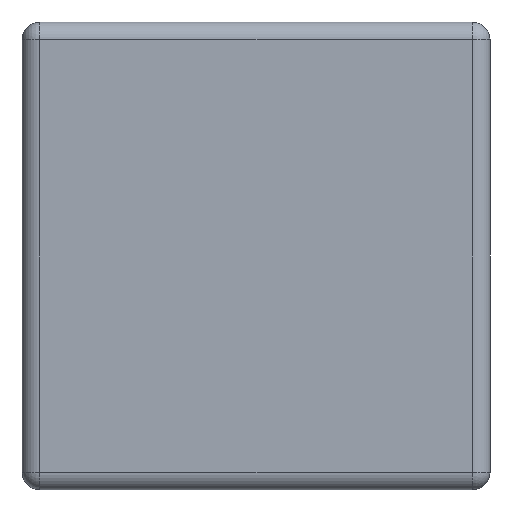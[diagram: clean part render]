
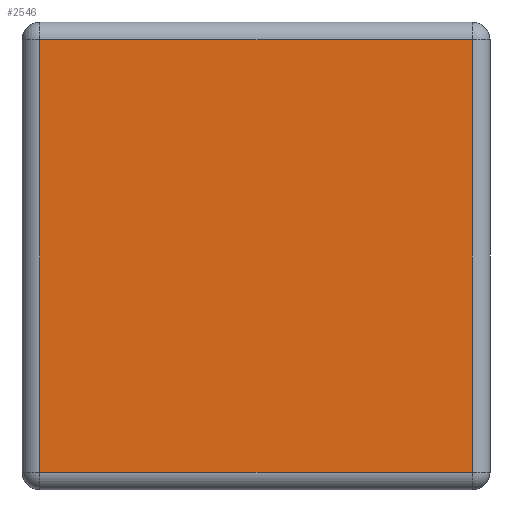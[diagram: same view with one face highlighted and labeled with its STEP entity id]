
A CAD part, left-side view. The second image highlights one B-rep face of the part: STEP entity #2546.
In plain terms, the highlighted face is planar.
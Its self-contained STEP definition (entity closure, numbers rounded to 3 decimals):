
#438 = CARTESIAN_POINT ( 'NONE',  ( 0.1, 0., -0.318 ) ) ;
#461 = ORIENTED_EDGE ( 'NONE', *, *, #4232, .T. ) ;
#783 = VECTOR ( 'NONE', #3351, 1000. ) ;
#1161 = EDGE_CURVE ( 'NONE', #3516, #4069, #4651, .T. ) ;
#1174 = PLANE ( 'NONE',  #2120 ) ;
#1342 = CARTESIAN_POINT ( 'NONE',  ( 0.1, 0.012, 0. ) ) ;
#1500 = VECTOR ( 'NONE', #3062, 1000. ) ;
#1523 = VERTEX_POINT ( 'NONE', #2738 ) ;
#1696 = VECTOR ( 'NONE', #4377, 1000. ) ;
#2014 = CARTESIAN_POINT ( 'NONE',  ( 0.1, 0.318, 0. ) ) ;
#2068 = VECTOR ( 'NONE', #3857, 1000. ) ;
#2102 = EDGE_LOOP ( 'NONE', ( #3820, #3319, #4648, #461 ) ) ;
#2120 = AXIS2_PLACEMENT_3D ( 'NONE', #3993, #4023, #2246 ) ;
#2246 = DIRECTION ( 'NONE',  ( 0., 0., 1. ) ) ;
#2361 = CARTESIAN_POINT ( 'NONE',  ( 0.1, 0.318, -0.318 ) ) ;
#2422 = LINE ( 'NONE', #2014, #783 ) ;
#2546 = ADVANCED_FACE ( 'NONE', ( #3538 ), #1174, .F. ) ;
#2637 = LINE ( 'NONE', #438, #1696 ) ;
#2738 = CARTESIAN_POINT ( 'NONE',  ( 0.1, 0.318, -0.012 ) ) ;
#3062 = DIRECTION ( 'NONE',  ( 0., -1., 0. ) ) ;
#3319 = ORIENTED_EDGE ( 'NONE', *, *, #3631, .T. ) ;
#3351 = DIRECTION ( 'NONE',  ( 0., 0., 1. ) ) ;
#3386 = VERTEX_POINT ( 'NONE', #2361 ) ;
#3516 = VERTEX_POINT ( 'NONE', #4601 ) ;
#3538 = FACE_OUTER_BOUND ( 'NONE', #2102, .T. ) ;
#3631 = EDGE_CURVE ( 'NONE', #4069, #3386, #2637, .T. ) ;
#3735 = CARTESIAN_POINT ( 'NONE',  ( 0.1, 0., -0.012 ) ) ;
#3811 = CARTESIAN_POINT ( 'NONE',  ( 0.1, 0.012, -0.318 ) ) ;
#3820 = ORIENTED_EDGE ( 'NONE', *, *, #1161, .T. ) ;
#3857 = DIRECTION ( 'NONE',  ( 0., 0., -1. ) ) ;
#3993 = CARTESIAN_POINT ( 'NONE',  ( 0.1, 0., 0. ) ) ;
#4023 = DIRECTION ( 'NONE',  ( -1., 0., 0. ) ) ;
#4069 = VERTEX_POINT ( 'NONE', #3811 ) ;
#4232 = EDGE_CURVE ( 'NONE', #1523, #3516, #4544, .T. ) ;
#4293 = EDGE_CURVE ( 'NONE', #3386, #1523, #2422, .T. ) ;
#4377 = DIRECTION ( 'NONE',  ( 0., 1., 0. ) ) ;
#4544 = LINE ( 'NONE', #3735, #1500 ) ;
#4601 = CARTESIAN_POINT ( 'NONE',  ( 0.1, 0.012, -0.012 ) ) ;
#4648 = ORIENTED_EDGE ( 'NONE', *, *, #4293, .T. ) ;
#4651 = LINE ( 'NONE', #1342, #2068 ) ;
